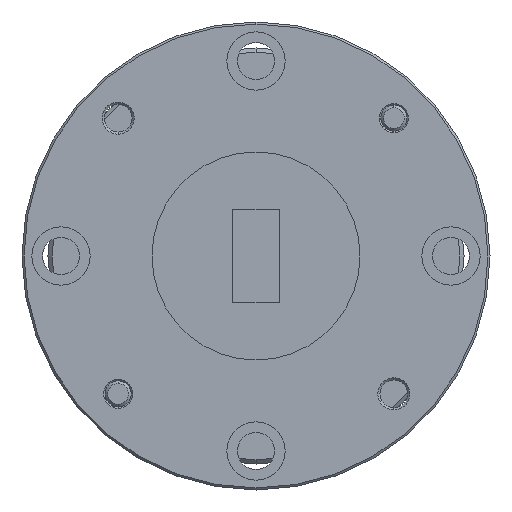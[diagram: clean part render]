
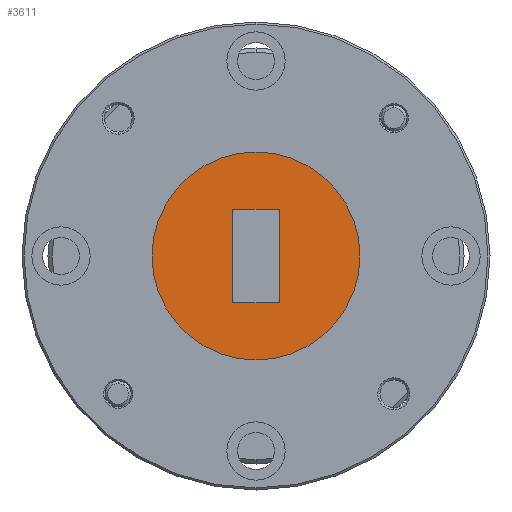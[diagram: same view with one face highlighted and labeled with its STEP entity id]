
A CAD part, left-side view. The second image highlights one B-rep face of the part: STEP entity #3611.
In plain terms, the highlighted planar face has unit normal (-1, 0, 0).
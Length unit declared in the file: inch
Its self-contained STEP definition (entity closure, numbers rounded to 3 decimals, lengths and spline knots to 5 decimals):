
#153 = EDGE_CURVE ( 'NONE', #3251, #449, #1879, .T. ) ;
#202 = DIRECTION ( 'NONE',  ( 0., -1., 0. ) ) ;
#293 = VECTOR ( 'NONE', #2717, 39.37008 ) ;
#449 = VERTEX_POINT ( 'NONE', #527 ) ;
#470 = CARTESIAN_POINT ( 'NONE',  ( -2., 0., 0.25 ) ) ;
#476 = AXIS2_PLACEMENT_3D ( 'NONE', #2169, #504, #1477 ) ;
#477 = VERTEX_POINT ( 'NONE', #826 ) ;
#504 = DIRECTION ( 'NONE',  ( 1., 0., 0. ) ) ;
#527 = CARTESIAN_POINT ( 'NONE',  ( -2., 0.056, 0.112 ) ) ;
#806 = EDGE_CURVE ( 'NONE', #2579, #2534, #2374, .T. ) ;
#826 = CARTESIAN_POINT ( 'NONE',  ( -2., -0.056, 0.112 ) ) ;
#833 = VECTOR ( 'NONE', #2672, 39.37008 ) ;
#837 = ORIENTED_EDGE ( 'NONE', *, *, #1859, .T. ) ;
#873 = CARTESIAN_POINT ( 'NONE',  ( -2., 0., 0. ) ) ;
#883 = LINE ( 'NONE', #1052, #833 ) ;
#885 = DIRECTION ( 'NONE',  ( 1., 0., 0. ) ) ;
#1052 = CARTESIAN_POINT ( 'NONE',  ( -2., 0.25, -0.112 ) ) ;
#1062 = EDGE_LOOP ( 'NONE', ( #2325, #1123 ) ) ;
#1123 = ORIENTED_EDGE ( 'NONE', *, *, #1159, .F. ) ;
#1131 = CARTESIAN_POINT ( 'NONE',  ( -2., -0.056, -0.112 ) ) ;
#1159 = EDGE_CURVE ( 'NONE', #2534, #2579, #3599, .T. ) ;
#1334 = CARTESIAN_POINT ( 'NONE',  ( -2., 0.056, 0. ) ) ;
#1477 = DIRECTION ( 'NONE',  ( 0., 0., -1. ) ) ;
#1859 = EDGE_CURVE ( 'NONE', #449, #477, #2083, .T. ) ;
#1870 = FACE_OUTER_BOUND ( 'NONE', #1062, .T. ) ;
#1879 = LINE ( 'NONE', #1334, #3484 ) ;
#1928 = LINE ( 'NONE', #3333, #293 ) ;
#2083 = LINE ( 'NONE', #2164, #3043 ) ;
#2164 = CARTESIAN_POINT ( 'NONE',  ( -2., 0.25, 0.112 ) ) ;
#2169 = CARTESIAN_POINT ( 'NONE',  ( -2., 0., 0. ) ) ;
#2325 = ORIENTED_EDGE ( 'NONE', *, *, #806, .F. ) ;
#2374 = CIRCLE ( 'NONE', #2676, 0.25 ) ;
#2397 = EDGE_CURVE ( 'NONE', #2504, #3251, #883, .T. ) ;
#2478 = DIRECTION ( 'NONE',  ( -1., 0., 0. ) ) ;
#2504 = VERTEX_POINT ( 'NONE', #1131 ) ;
#2534 = VERTEX_POINT ( 'NONE', #470 ) ;
#2579 = VERTEX_POINT ( 'NONE', #4046 ) ;
#2672 = DIRECTION ( 'NONE',  ( 0., 1., 0. ) ) ;
#2676 = AXIS2_PLACEMENT_3D ( 'NONE', #873, #885, #4128 ) ;
#2711 = ORIENTED_EDGE ( 'NONE', *, *, #3950, .T. ) ;
#2717 = DIRECTION ( 'NONE',  ( 0., 0., -1. ) ) ;
#2812 = ORIENTED_EDGE ( 'NONE', *, *, #153, .T. ) ;
#3043 = VECTOR ( 'NONE', #202, 39.37008 ) ;
#3113 = PLANE ( 'NONE',  #3628 ) ;
#3137 = DIRECTION ( 'NONE',  ( 0., 0., 1. ) ) ;
#3251 = VERTEX_POINT ( 'NONE', #3260 ) ;
#3260 = CARTESIAN_POINT ( 'NONE',  ( -2., 0.056, -0.112 ) ) ;
#3333 = CARTESIAN_POINT ( 'NONE',  ( -2., -0.056, 0. ) ) ;
#3484 = VECTOR ( 'NONE', #3619, 39.37008 ) ;
#3505 = EDGE_LOOP ( 'NONE', ( #837, #2711, #3712, #2812 ) ) ;
#3579 = FACE_BOUND ( 'NONE', #3505, .T. ) ;
#3599 = CIRCLE ( 'NONE', #476, 0.25 ) ;
#3611 = ADVANCED_FACE ( 'NONE', ( #1870, #3579 ), #3113, .T. ) ;
#3619 = DIRECTION ( 'NONE',  ( 0., 0., 1. ) ) ;
#3628 = AXIS2_PLACEMENT_3D ( 'NONE', #4048, #2478, #3137 ) ;
#3712 = ORIENTED_EDGE ( 'NONE', *, *, #2397, .T. ) ;
#3950 = EDGE_CURVE ( 'NONE', #477, #2504, #1928, .T. ) ;
#4046 = CARTESIAN_POINT ( 'NONE',  ( -2., 0., -0.25 ) ) ;
#4048 = CARTESIAN_POINT ( 'NONE',  ( -2., 0.25, 0. ) ) ;
#4128 = DIRECTION ( 'NONE',  ( 0., 0., -1. ) ) ;
